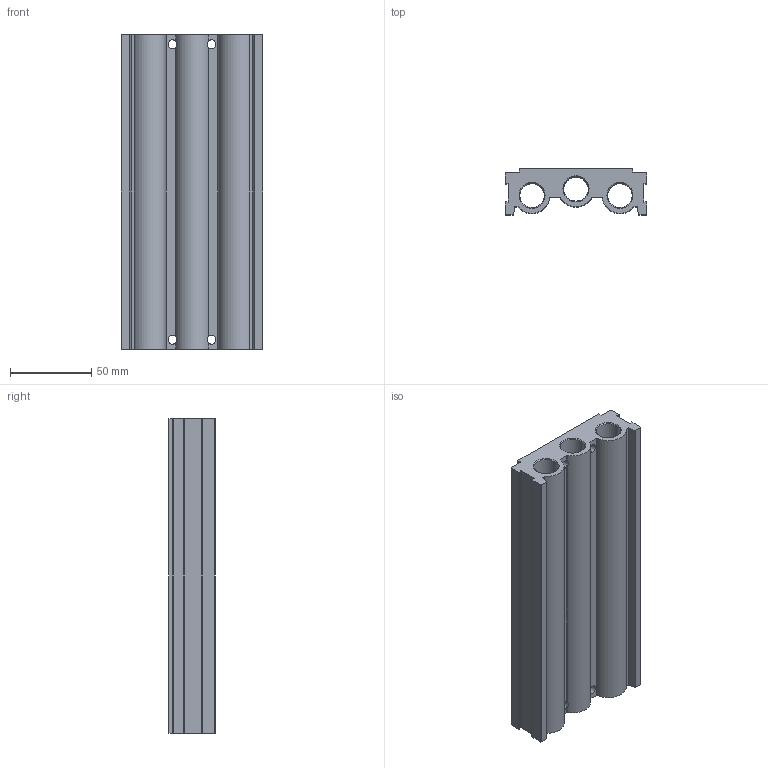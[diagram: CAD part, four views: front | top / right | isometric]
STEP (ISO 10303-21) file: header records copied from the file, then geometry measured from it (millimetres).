
FILE_DESCRIPTION (( 'STEP AP203' ), '1' );
FILE_NAME ('SCB51-D-06.STEP', '2016-05-09T08:37:40', ( '' ), ( '' ), 'SwSTEP 2.0', 'SolidWorks 2008', '' );
FILE_SCHEMA (( 'CONFIG_CONTROL_DESIGN' ));
Length unit declared in the file: millimetre
Products named in the file (1): SCB51-D-06
Bounding box: 87 x 28.5 x 193.5 mm (x, y, z)
Volume: 253730.8 mm3; surface area: 85896.9 mm2
Topology: 1 solids, 1 shells, 226 faces, 576 edges, 360 vertices
Faces by surface type: cylinder 105, cone 72, plane 49
Entity records: 8479 total; most frequent: CARTESIAN_POINT 2747, DIRECTION 1224, ORIENTED_EDGE 1152, EDGE_CURVE 576, AXIS2_PLACEMENT_3D 481, VERTEX_POINT 360, EDGE_LOOP 284, VECTOR 262
